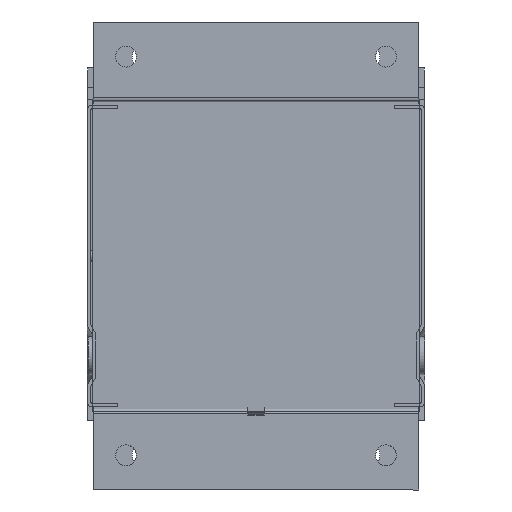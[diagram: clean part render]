
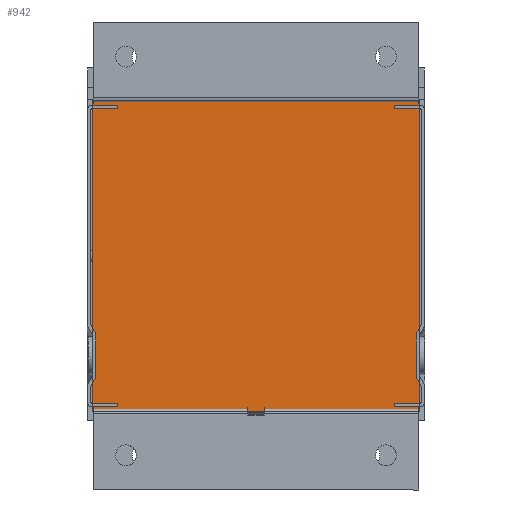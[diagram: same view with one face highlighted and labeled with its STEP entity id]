
A CAD part, front view. The second image highlights one B-rep face of the part: STEP entity #942.
In plain terms, the highlighted planar face has unit normal (0, -1, 0).
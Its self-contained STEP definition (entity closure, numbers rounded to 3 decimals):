
#552=FACE_OUTER_BOUND('',#2397,.T.);
#942=ADVANCED_FACE('',(#552),#1210,.T.);
#1210=PLANE('',#12463);
#2397=EDGE_LOOP('',(#5160,#5161,#5162,#5163));
#5160=ORIENTED_EDGE('',*,*,#8703,.T.);
#5161=ORIENTED_EDGE('',*,*,#8692,.T.);
#5162=ORIENTED_EDGE('',*,*,#8699,.T.);
#5163=ORIENTED_EDGE('',*,*,#8701,.T.);
#6904=VERTEX_POINT('',#19021);
#6905=VERTEX_POINT('',#19022);
#6910=VERTEX_POINT('',#19036);
#6911=VERTEX_POINT('',#19040);
#8692=EDGE_CURVE('',#6904,#6905,#10038,.T.);
#8699=EDGE_CURVE('',#6905,#6910,#10045,.T.);
#8701=EDGE_CURVE('',#6910,#6911,#10047,.T.);
#8703=EDGE_CURVE('',#6911,#6904,#10049,.T.);
#10038=LINE('',#19020,#11296);
#10045=LINE('',#19035,#11303);
#10047=LINE('',#19039,#11305);
#10049=LINE('',#19043,#11307);
#11296=VECTOR('',#15111,1.);
#11303=VECTOR('',#15122,1.);
#11305=VECTOR('',#15126,1.);
#11307=VECTOR('',#15130,1.);
#12463=AXIS2_PLACEMENT_3D('',#19044,#15131,#15132);
#15111=DIRECTION('',(0.,0.,-1.));
#15122=DIRECTION('',(1.,0.,0.));
#15126=DIRECTION('',(0.,0.,1.));
#15130=DIRECTION('',(-1.,0.,0.));
#15131=DIRECTION('',(0.,-1.,0.));
#15132=DIRECTION('',(-1.,0.,0.));
#19020=CARTESIAN_POINT('',(600.041,-163.349,-60.844));
#19021=CARTESIAN_POINT('',(600.041,-163.349,86.656));
#19022=CARTESIAN_POINT('',(600.041,-163.349,-93.344));
#19035=CARTESIAN_POINT('',(856.541,-163.349,-93.344));
#19036=CARTESIAN_POINT('',(789.041,-163.349,-93.344));
#19039=CARTESIAN_POINT('',(789.041,-163.349,-60.844));
#19040=CARTESIAN_POINT('',(789.041,-163.349,86.656));
#19043=CARTESIAN_POINT('',(597.541,-163.349,86.656));
#19044=CARTESIAN_POINT('',(426.161,-163.349,-275.604));
